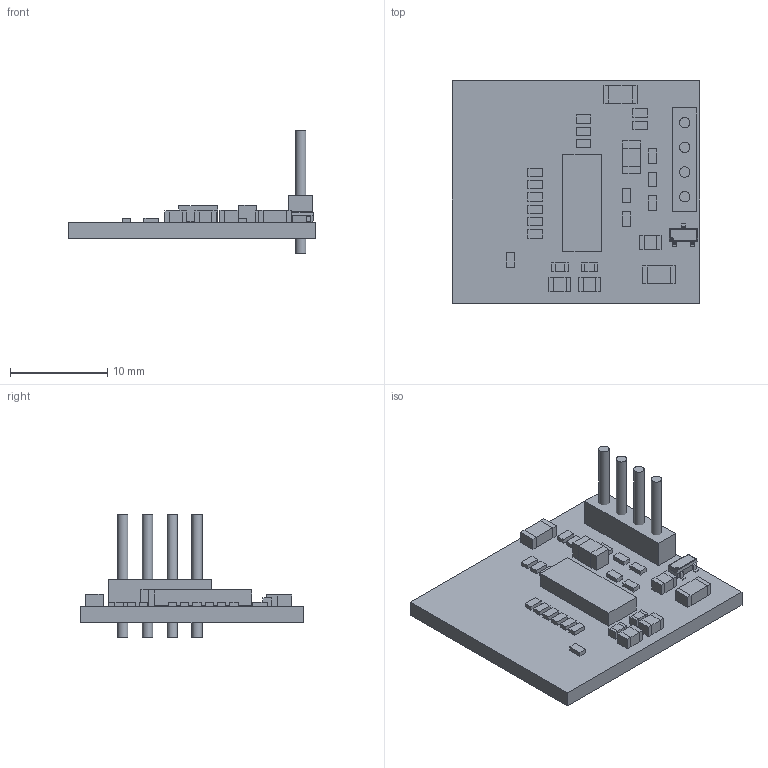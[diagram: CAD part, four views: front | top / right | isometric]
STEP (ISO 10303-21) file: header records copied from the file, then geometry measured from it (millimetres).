
FILE_DESCRIPTION(('Open CASCADE Model'),'2;1');
FILE_NAME('Open CASCADE Shape Model','2018-04-23T21:39:04',('Author'),( 'Open CASCADE'),'Open CASCADE STEP processor 6.5','Open CASCADE 6.5' ,'Unknown');
FILE_SCHEMA(('AUTOMOTIVE_DESIGN { 1 0 10303 214 1 1 1 1 }'));
Length unit declared in the file: millimetre
Products named in the file (57): PCB; Board; R4; 1310450256; Extruded; U4; 1310468048; R26; R25; R24; R23; R22; R21; R20; R19; R18; 1310470736; R17; R16; R15; R14; R3; R2; R1; Q1; SOT23-BEC; J2; 1146424920; Cylinder; 1310461904; C28; 1310472528; 1310476240; C27; 1175840400; 1310475856; C26; C25; 1310475088; 1310475216 ...
Assembly tree (90 placements, depth 4):
  PCB
    Board
    R4
      1310450256
        Extruded
    U4
      1310468048
        Extruded
    R26
      1310450256
        Extruded
    R25
      1310450256
        Extruded
    R24
      1310450256
        Extruded
    R23
      1310450256
        Extruded
    R22
      1310450256
        Extruded
    R21
      1310450256
        Extruded
    R20
      1310450256
        Extruded
    R19
      1310450256
        Extruded
    R18
      1310470736
        Extruded
    R17
      1310450256
        Extruded
    R16
      1310450256
        Extruded
    R15
      1310470736
        Extruded
    R14
      1310470736
        Extruded
    R3
      1310470736
        Extruded
    R2
      1310470736
        Extruded
    R1
      1310470736
        Extruded
    Q1
      SOT23-BEC
    J2
      1146424920  x4
Bounding box: 25.4 x 22.86 x 12.7 mm (x, y, z)
Volume: 1195.2 mm3; surface area: 2049.4 mm2
Topology: 49 solids, 49 shells, 326 faces, 666 edges, 439 vertices
Faces by surface type: plane 310, cylinder 14, torus 1, cone 1
Full cylindrical faces by diameter (mm): 1.06 x4
Entity records: 9003 total; most frequent: CARTESIAN_POINT 1639, DIRECTION 1264, LINE 770, VECTOR 770, ORIENTED_EDGE 570, PCURVE 570, DEFINITIONAL_REPRESENTATION 570, EDGE_CURVE 285
